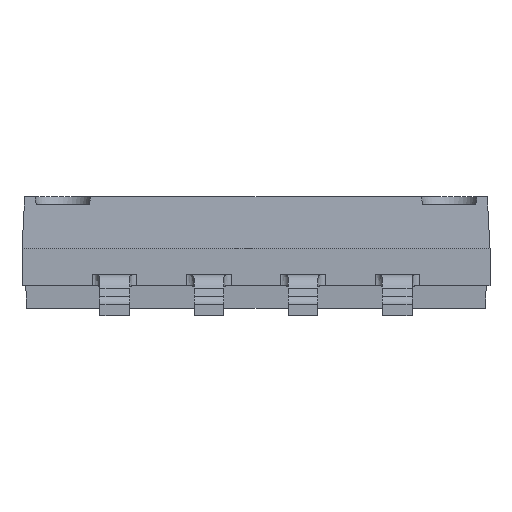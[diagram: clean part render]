
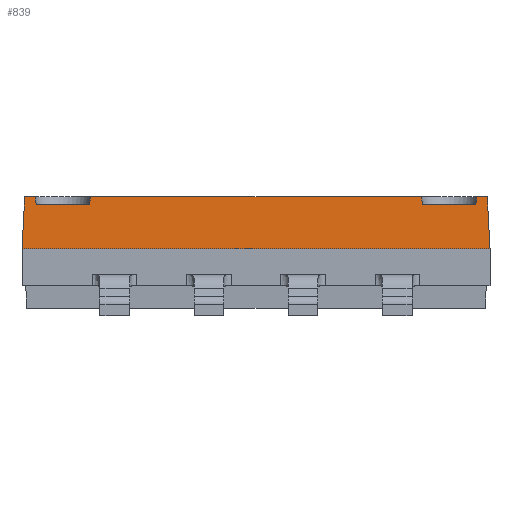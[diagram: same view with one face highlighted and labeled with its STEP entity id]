
A CAD part, front view. The second image highlights one B-rep face of the part: STEP entity #839.
In plain terms, the highlighted planar face has unit normal (0, -0.999, 0.052).
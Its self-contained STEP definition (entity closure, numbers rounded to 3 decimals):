
#839=ADVANCED_FACE('',(#2794),#2796,.T.);
#2794=FACE_BOUND('',#2795,.T.);
#2795=EDGE_LOOP('',(#4329,#4330,#4331,#4332,#4333,#4334,#4335,#4336,#4337,#4338,
#4339,#4340));
#2796=PLANE('',#2797);
#2797=AXIS2_PLACEMENT_3D('',#2798,#2799,#2800);
#2798=CARTESIAN_POINT('',(-3.155,-2.25,0.9));
#2799=DIRECTION('',(0.,-0.999,0.052));
#2800=DIRECTION('',(1.,0.,0.));
#4329=ORIENTED_EDGE('',*,*,#5330,.T.);
#4330=ORIENTED_EDGE('',*,*,#5146,.F.);
#4331=ORIENTED_EDGE('',*,*,#5331,.F.);
#4332=ORIENTED_EDGE('',*,*,#5332,.T.);
#4333=ORIENTED_EDGE('',*,*,#5333,.T.);
#4334=ORIENTED_EDGE('',*,*,#5134,.F.);
#4335=ORIENTED_EDGE('',*,*,#5334,.T.);
#4336=ORIENTED_EDGE('',*,*,#5335,.T.);
#4337=ORIENTED_EDGE('',*,*,#5336,.T.);
#4338=ORIENTED_EDGE('',*,*,#5130,.F.);
#4339=ORIENTED_EDGE('',*,*,#5329,.T.);
#4340=ORIENTED_EDGE('',*,*,#5337,.T.);
#5130=EDGE_CURVE('',#5702,#5704,#5705,.T.);
#5134=EDGE_CURVE('',#5710,#5712,#5713,.T.);
#5146=EDGE_CURVE('',#5734,#5736,#5737,.T.);
#5329=EDGE_CURVE('',#5702,#6048,#6050,.F.);
#5330=EDGE_CURVE('',#6051,#5736,#6052,.F.);
#5331=EDGE_CURVE('',#6053,#5734,#6054,.T.);
#5332=EDGE_CURVE('',#6053,#6055,#6056,.T.);
#5333=EDGE_CURVE('',#6055,#5712,#6057,.T.);
#5334=EDGE_CURVE('',#5710,#6058,#6059,.F.);
#5335=EDGE_CURVE('',#6058,#6060,#6061,.T.);
#5336=EDGE_CURVE('',#6060,#5704,#6062,.F.);
#5337=EDGE_CURVE('',#6048,#6051,#6063,.T.);
#5702=VERTEX_POINT('',#6687);
#5704=VERTEX_POINT('',#6691);
#5705=LINE('',#6692,#6693);
#5710=VERTEX_POINT('',#6704);
#5712=VERTEX_POINT('',#6708);
#5713=LINE('',#6709,#6710);
#5734=VERTEX_POINT('',#6754);
#5736=VERTEX_POINT('',#6758);
#5737=LINE('',#6759,#6760);
#6048=VERTEX_POINT('',#7477);
#6050=LINE('',#7481,#7482);
#6051=VERTEX_POINT('',#7484);
#6052=LINE('',#7485,#7486);
#6053=VERTEX_POINT('',#7488);
#6054=LINE('',#7489,#7490);
#6055=VERTEX_POINT('',#7492);
#6056=LINE('',#7493,#7494);
#6057=LINE('',#7496,#7497);
#6058=VERTEX_POINT('',#7499);
#6059=LINE('',#7500,#7501);
#6060=VERTEX_POINT('',#7503);
#6061=LINE('',#7504,#7505);
#6062=LINE('',#7507,#7508);
#6063=LINE('',#7510,#7511);
#6687=CARTESIAN_POINT('',(-2.23,-2.213,1.6));
#6691=CARTESIAN_POINT('',(2.23,-2.213,1.6));
#6692=CARTESIAN_POINT('',(-2.23,-2.213,1.6));
#6693=VECTOR('',#6694,1.);
#6694=DIRECTION('',(1.,0.,0.));
#6704=CARTESIAN_POINT('',(2.98,-2.213,1.6));
#6708=CARTESIAN_POINT('',(3.118,-2.213,1.6));
#6709=CARTESIAN_POINT('',(2.98,-2.213,1.6));
#6710=VECTOR('',#6711,1.);
#6711=DIRECTION('',(1.,0.,0.));
#6754=CARTESIAN_POINT('',(-3.118,-2.213,1.6));
#6758=CARTESIAN_POINT('',(-2.98,-2.213,1.6));
#6759=CARTESIAN_POINT('',(-3.118,-2.213,1.6));
#6760=VECTOR('',#6761,1.);
#6761=DIRECTION('',(1.,0.,0.));
#7477=CARTESIAN_POINT('',(-2.248,-2.219,1.5));
#7481=CARTESIAN_POINT('',(-2.248,-2.219,1.5));
#7482=VECTOR('',#7483,1.);
#7483=DIRECTION('',(0.173,0.052,0.983));
#7484=CARTESIAN_POINT('',(-2.962,-2.219,1.5));
#7485=CARTESIAN_POINT('',(-2.98,-2.213,1.6));
#7486=VECTOR('',#7487,1.);
#7487=DIRECTION('',(0.173,-0.052,-0.983));
#7488=CARTESIAN_POINT('',(-3.155,-2.25,0.9));
#7489=CARTESIAN_POINT('',(-3.155,-2.25,0.9));
#7490=VECTOR('',#7491,1.);
#7491=DIRECTION('',(0.052,0.052,0.997));
#7492=CARTESIAN_POINT('',(3.155,-2.25,0.9));
#7493=CARTESIAN_POINT('',(-3.155,-2.25,0.9));
#7494=VECTOR('',#7495,1.);
#7495=DIRECTION('',(1.,0.,0.));
#7496=CARTESIAN_POINT('',(3.155,-2.25,0.9));
#7497=VECTOR('',#7498,1.);
#7498=DIRECTION('',(-0.052,0.052,0.997));
#7499=CARTESIAN_POINT('',(2.962,-2.219,1.5));
#7500=CARTESIAN_POINT('',(2.962,-2.219,1.5));
#7501=VECTOR('',#7502,1.);
#7502=DIRECTION('',(0.173,0.052,0.983));
#7503=CARTESIAN_POINT('',(2.248,-2.219,1.5));
#7504=CARTESIAN_POINT('',(2.962,-2.219,1.5));
#7505=VECTOR('',#7506,1.);
#7506=DIRECTION('',(-1.,0.,0.));
#7507=CARTESIAN_POINT('',(2.23,-2.213,1.6));
#7508=VECTOR('',#7509,1.);
#7509=DIRECTION('',(0.173,-0.052,-0.983));
#7510=CARTESIAN_POINT('',(-2.248,-2.219,1.5));
#7511=VECTOR('',#7512,1.);
#7512=DIRECTION('',(-1.,0.,0.));
